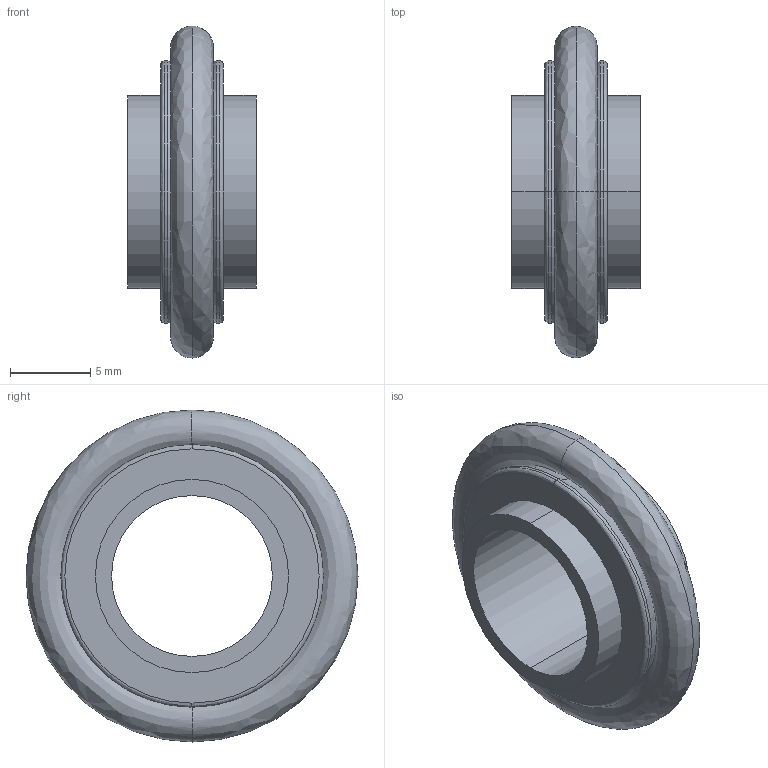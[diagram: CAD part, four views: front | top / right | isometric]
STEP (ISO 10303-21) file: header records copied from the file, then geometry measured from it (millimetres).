
FILE_DESCRIPTION( (''), '2;1');
FILE_NAME ('CAD714.2604.VP2010_14701.stp','2016-04-22T10:26:22',(''),(''),'spGate 11.3.9','spGate','');
FILE_SCHEMA (('AUTOMOTIVE_DESIGN'));
Length unit declared in the file: millimetre
Products named in the file (3): Assembly; VP2010-1; VP2010-2
Assembly tree (2 placements, depth 2):
  Assembly
    VP2010-1
    VP2010-2
Bounding box: 8 x 20.63 x 20.63 mm (x, y, z)
Volume: 911.6 mm3; surface area: 1332.5 mm2
Topology: 2 solids, 2 shells, 24 faces, 48 edges, 28 vertices
Faces by surface type: cylinder 10, bspline 10, plane 4
Entity records: 1302 total; most frequent: CARTESIAN_POINT 366, DIRECTION 96, ORIENTED_EDGE 96, COLOUR_RGB 74, PRESENTATION_STYLE_ASSIGNMENT 74, STYLED_ITEM 74, AXIS2_PLACEMENT_3D 48, EDGE_CURVE 48
